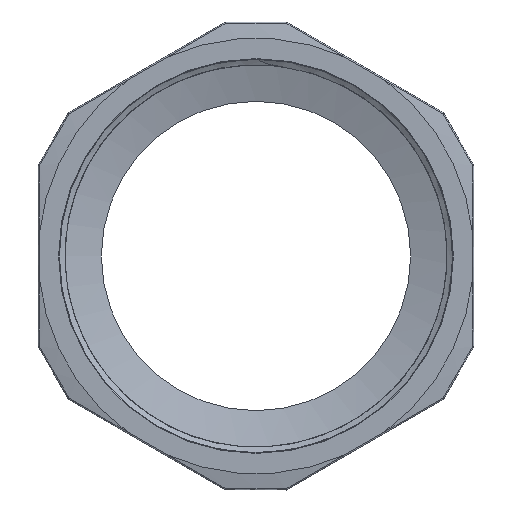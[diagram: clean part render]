
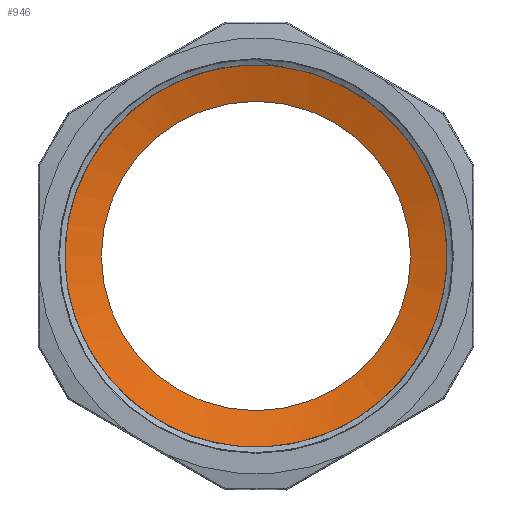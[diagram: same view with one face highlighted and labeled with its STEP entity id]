
A CAD part, left-side view. The second image highlights one B-rep face of the part: STEP entity #946.
In plain terms, the highlighted conical face has half-angle 73.05 degrees and reference radius 23.82 mm.
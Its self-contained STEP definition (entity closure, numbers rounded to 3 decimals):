
#21=CONICAL_SURFACE('',#1027,23.82,73.05);
#228=FACE_BOUND('',#348,.T.);
#286=FACE_OUTER_BOUND('',#347,.T.);
#347=EDGE_LOOP('',(#858));
#348=EDGE_LOOP('',(#859,#860));
#370=CIRCLE('',#968,21.31);
#382=CIRCLE('',#1011,26.33);
#386=CIRCLE('',#1019,26.33);
#397=VERTEX_POINT('',#1258);
#473=VERTEX_POINT('',#3906);
#476=VERTEX_POINT('',#4254);
#491=EDGE_CURVE('',#397,#397,#370,.T.);
#603=EDGE_CURVE('',#476,#473,#382,.T.);
#613=EDGE_CURVE('',#473,#476,#386,.T.);
#858=ORIENTED_EDGE('',*,*,#491,.T.);
#859=ORIENTED_EDGE('',*,*,#613,.F.);
#860=ORIENTED_EDGE('',*,*,#603,.F.);
#946=ADVANCED_FACE('',(#286,#228),#21,.F.);
#968=AXIS2_PLACEMENT_3D('',#1259,#1054,#1055);
#1011=AXIS2_PLACEMENT_3D('',#4414,#1179,#1180);
#1019=AXIS2_PLACEMENT_3D('',#6183,#1198,#1199);
#1027=AXIS2_PLACEMENT_3D('',#6195,#1217,#1218);
#1054=DIRECTION('center_axis',(1.,0.,0.));
#1055=DIRECTION('ref_axis',(0.,0.,-1.));
#1179=DIRECTION('center_axis',(1.,0.,0.));
#1180=DIRECTION('ref_axis',(0.,0.,-1.));
#1198=DIRECTION('center_axis',(1.,0.,0.));
#1199=DIRECTION('ref_axis',(0.,0.,-1.));
#1217=DIRECTION('center_axis',(-1.,0.,0.));
#1218=DIRECTION('ref_axis',(0.,1.,0.));
#1258=CARTESIAN_POINT('',(-1.87,21.31,0.));
#1259=CARTESIAN_POINT('Origin',(-1.87,0.,0.));
#3906=CARTESIAN_POINT('',(-3.4,-10.203,-24.273));
#4254=CARTESIAN_POINT('',(-3.4,-19.932,-17.205));
#4414=CARTESIAN_POINT('Origin',(-3.4,0.,0.));
#6183=CARTESIAN_POINT('Origin',(-3.4,0.,0.));
#6195=CARTESIAN_POINT('Origin',(-2.635,0.,0.));
